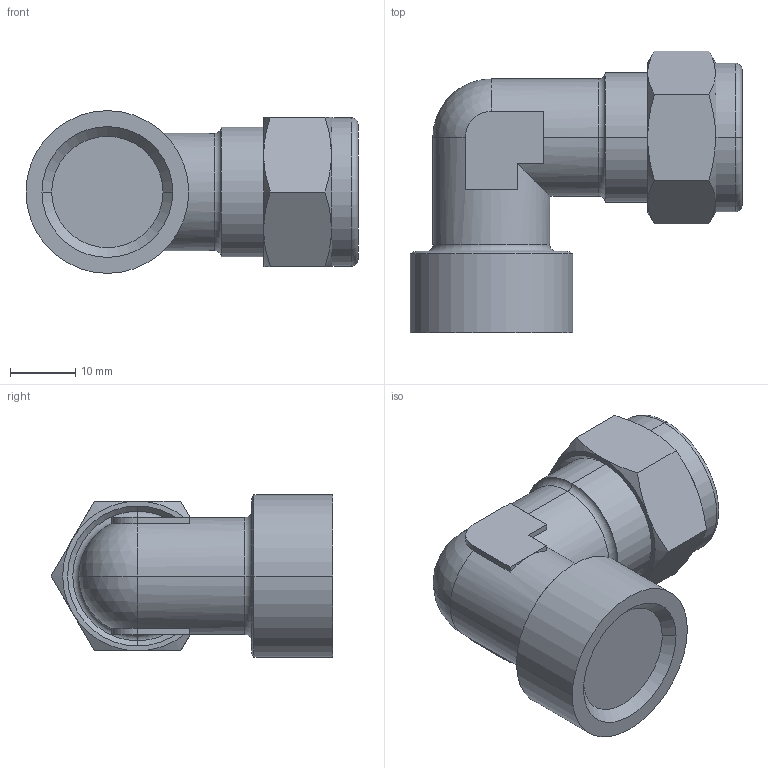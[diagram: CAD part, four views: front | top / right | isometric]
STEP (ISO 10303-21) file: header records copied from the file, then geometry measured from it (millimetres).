
FILE_DESCRIPTION (( 'STEP AP214' ), '1' );
FILE_NAME ('1029000013.step', '2013-02-25T17:14:53', ( '' ), ( '' ), 'SwSTEP 2.0', 'SolidWorks 2012', '' );
FILE_SCHEMA (( 'AUTOMOTIVE_DESIGN' ));
Length unit declared in the file: millimetre
Products named in the file (1): 1029000013
Bounding box: 51 x 43.28 x 25 mm (x, y, z)
Volume: 22530.7 mm3; surface area: 5932.4 mm2
Topology: 1 solids, 1 shells, 68 faces, 151 edges, 89 vertices
Faces by surface type: plane 30, cone 14, cylinder 14, torus 8, sphere 2
Entity records: 1994 total; most frequent: CARTESIAN_POINT 455, DIRECTION 332, ORIENTED_EDGE 302, EDGE_CURVE 151, AXIS2_PLACEMENT_3D 134, VERTEX_POINT 89, EDGE_LOOP 72, FACE_OUTER_BOUND 68
